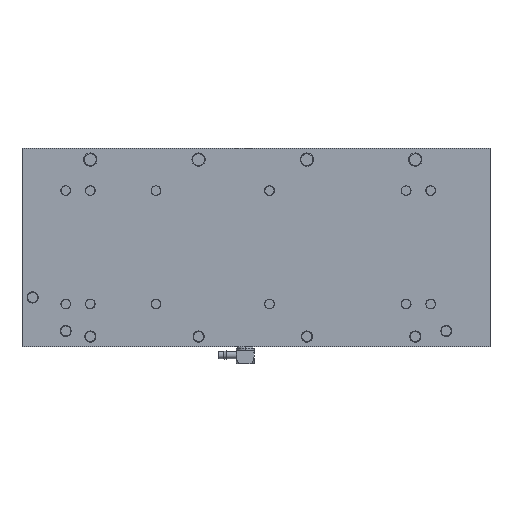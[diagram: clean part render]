
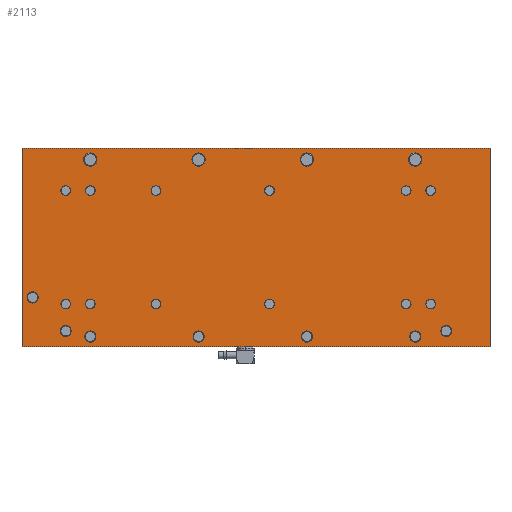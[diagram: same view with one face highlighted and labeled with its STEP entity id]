
A CAD part, front view. The second image highlights one B-rep face of the part: STEP entity #2113.
In plain terms, the highlighted face is planar.
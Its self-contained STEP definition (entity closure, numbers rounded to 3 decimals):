
#2113=ADVANCED_FACE('',(#3279,#3280,#3281,#3282,#3283,#3284,#3285,#3286,
#3287,#3288,#3289,#3290,#3291,#3292,#3293,#3294,#3295,#3296,#3297,#3298,
#3299,#3300,#3301,#3302),#2430,.F.);
#2430=PLANE('',#6923);
#2588=LINE('',#9167,#2930);
#2591=LINE('',#9173,#2933);
#2593=LINE('',#9177,#2935);
#2595=LINE('',#9183,#2937);
#2930=VECTOR('',#7573,1.);
#2933=VECTOR('',#7578,1.);
#2935=VECTOR('',#7582,1.);
#2937=VECTOR('',#7588,1.);
#3279=FACE_BOUND('',#3536,.T.);
#3280=FACE_BOUND('',#3537,.T.);
#3281=FACE_BOUND('',#3538,.T.);
#3282=FACE_BOUND('',#3539,.T.);
#3283=FACE_BOUND('',#3540,.T.);
#3284=FACE_BOUND('',#3541,.T.);
#3285=FACE_BOUND('',#3542,.T.);
#3286=FACE_BOUND('',#3543,.T.);
#3287=FACE_BOUND('',#3544,.T.);
#3288=FACE_BOUND('',#3545,.T.);
#3289=FACE_BOUND('',#3546,.T.);
#3290=FACE_BOUND('',#3547,.T.);
#3291=FACE_BOUND('',#3548,.T.);
#3292=FACE_BOUND('',#3549,.T.);
#3293=FACE_BOUND('',#3550,.T.);
#3294=FACE_BOUND('',#3551,.T.);
#3295=FACE_BOUND('',#3552,.T.);
#3296=FACE_BOUND('',#3553,.T.);
#3297=FACE_BOUND('',#3554,.T.);
#3298=FACE_BOUND('',#3555,.T.);
#3299=FACE_BOUND('',#3556,.T.);
#3300=FACE_BOUND('',#3557,.T.);
#3301=FACE_BOUND('',#3558,.T.);
#3302=FACE_BOUND('',#3559,.T.);
#3536=EDGE_LOOP('',(#4042));
#3537=EDGE_LOOP('',(#4043));
#3538=EDGE_LOOP('',(#4044));
#3539=EDGE_LOOP('',(#4045));
#3540=EDGE_LOOP('',(#4046));
#3541=EDGE_LOOP('',(#4047));
#3542=EDGE_LOOP('',(#4048));
#3543=EDGE_LOOP('',(#4049));
#3544=EDGE_LOOP('',(#4050));
#3545=EDGE_LOOP('',(#4051));
#3546=EDGE_LOOP('',(#4052));
#3547=EDGE_LOOP('',(#4053));
#3548=EDGE_LOOP('',(#4054));
#3549=EDGE_LOOP('',(#4055));
#3550=EDGE_LOOP('',(#4056));
#3551=EDGE_LOOP('',(#4057));
#3552=EDGE_LOOP('',(#4058));
#3553=EDGE_LOOP('',(#4059));
#3554=EDGE_LOOP('',(#4060));
#3555=EDGE_LOOP('',(#4061));
#3556=EDGE_LOOP('',(#4062));
#3557=EDGE_LOOP('',(#4063));
#3558=EDGE_LOOP('',(#4064));
#3559=EDGE_LOOP('',(#4065,#4066,#4067,#4068));
#4042=ORIENTED_EDGE('',*,*,#5937,.T.);
#4043=ORIENTED_EDGE('',*,*,#5938,.T.);
#4044=ORIENTED_EDGE('',*,*,#5939,.T.);
#4045=ORIENTED_EDGE('',*,*,#5940,.T.);
#4046=ORIENTED_EDGE('',*,*,#5941,.T.);
#4047=ORIENTED_EDGE('',*,*,#5942,.T.);
#4048=ORIENTED_EDGE('',*,*,#5943,.T.);
#4049=ORIENTED_EDGE('',*,*,#5944,.T.);
#4050=ORIENTED_EDGE('',*,*,#5945,.T.);
#4051=ORIENTED_EDGE('',*,*,#5946,.T.);
#4052=ORIENTED_EDGE('',*,*,#5947,.T.);
#4053=ORIENTED_EDGE('',*,*,#5948,.T.);
#4054=ORIENTED_EDGE('',*,*,#5949,.T.);
#4055=ORIENTED_EDGE('',*,*,#5950,.T.);
#4056=ORIENTED_EDGE('',*,*,#5951,.T.);
#4057=ORIENTED_EDGE('',*,*,#5952,.T.);
#4058=ORIENTED_EDGE('',*,*,#5953,.T.);
#4059=ORIENTED_EDGE('',*,*,#5954,.T.);
#4060=ORIENTED_EDGE('',*,*,#5955,.T.);
#4061=ORIENTED_EDGE('',*,*,#5956,.T.);
#4062=ORIENTED_EDGE('',*,*,#5957,.T.);
#4063=ORIENTED_EDGE('',*,*,#5958,.T.);
#4064=ORIENTED_EDGE('',*,*,#5959,.T.);
#4065=ORIENTED_EDGE('',*,*,#5928,.F.);
#4066=ORIENTED_EDGE('',*,*,#5936,.F.);
#4067=ORIENTED_EDGE('',*,*,#5933,.F.);
#4068=ORIENTED_EDGE('',*,*,#5931,.F.);
#5433=VERTEX_POINT('',#9168);
#5434=VERTEX_POINT('',#9169);
#5435=VERTEX_POINT('',#9174);
#5436=VERTEX_POINT('',#9178);
#5438=VERTEX_POINT('',#9186);
#5439=VERTEX_POINT('',#9188);
#5440=VERTEX_POINT('',#9190);
#5441=VERTEX_POINT('',#9192);
#5442=VERTEX_POINT('',#9194);
#5443=VERTEX_POINT('',#9196);
#5444=VERTEX_POINT('',#9198);
#5445=VERTEX_POINT('',#9200);
#5446=VERTEX_POINT('',#9202);
#5447=VERTEX_POINT('',#9204);
#5448=VERTEX_POINT('',#9206);
#5449=VERTEX_POINT('',#9208);
#5450=VERTEX_POINT('',#9210);
#5451=VERTEX_POINT('',#9212);
#5452=VERTEX_POINT('',#9214);
#5453=VERTEX_POINT('',#9216);
#5454=VERTEX_POINT('',#9218);
#5455=VERTEX_POINT('',#9220);
#5456=VERTEX_POINT('',#9222);
#5457=VERTEX_POINT('',#9224);
#5458=VERTEX_POINT('',#9226);
#5459=VERTEX_POINT('',#9228);
#5460=VERTEX_POINT('',#9230);
#5928=EDGE_CURVE('',#5433,#5434,#2588,.T.);
#5931=EDGE_CURVE('',#5434,#5435,#2591,.T.);
#5933=EDGE_CURVE('',#5435,#5436,#2593,.T.);
#5936=EDGE_CURVE('',#5436,#5433,#2595,.T.);
#5937=EDGE_CURVE('',#5438,#5438,#6613,.T.);
#5938=EDGE_CURVE('',#5439,#5439,#6614,.T.);
#5939=EDGE_CURVE('',#5440,#5440,#6615,.T.);
#5940=EDGE_CURVE('',#5441,#5441,#6616,.T.);
#5941=EDGE_CURVE('',#5442,#5442,#6617,.T.);
#5942=EDGE_CURVE('',#5443,#5443,#6618,.T.);
#5943=EDGE_CURVE('',#5444,#5444,#6619,.T.);
#5944=EDGE_CURVE('',#5445,#5445,#6620,.T.);
#5945=EDGE_CURVE('',#5446,#5446,#6621,.T.);
#5946=EDGE_CURVE('',#5447,#5447,#6622,.T.);
#5947=EDGE_CURVE('',#5448,#5448,#6623,.T.);
#5948=EDGE_CURVE('',#5449,#5449,#6624,.T.);
#5949=EDGE_CURVE('',#5450,#5450,#6625,.T.);
#5950=EDGE_CURVE('',#5451,#5451,#6626,.T.);
#5951=EDGE_CURVE('',#5452,#5452,#6627,.T.);
#5952=EDGE_CURVE('',#5453,#5453,#6628,.T.);
#5953=EDGE_CURVE('',#5454,#5454,#6629,.T.);
#5954=EDGE_CURVE('',#5455,#5455,#6630,.T.);
#5955=EDGE_CURVE('',#5456,#5456,#6631,.T.);
#5956=EDGE_CURVE('',#5457,#5457,#6632,.T.);
#5957=EDGE_CURVE('',#5458,#5458,#6633,.T.);
#5958=EDGE_CURVE('',#5459,#5459,#6634,.T.);
#5959=EDGE_CURVE('',#5460,#5460,#6635,.T.);
#6613=CIRCLE('',#6900,2.99);
#6614=CIRCLE('',#6901,2.99);
#6615=CIRCLE('',#6902,2.99);
#6616=CIRCLE('',#6903,2.99);
#6617=CIRCLE('',#6904,2.49);
#6618=CIRCLE('',#6905,2.49);
#6619=CIRCLE('',#6906,2.49);
#6620=CIRCLE('',#6907,2.49);
#6621=CIRCLE('',#6908,2.49);
#6622=CIRCLE('',#6909,2.49);
#6623=CIRCLE('',#6910,2.49);
#6624=CIRCLE('',#6911,2.183);
#6625=CIRCLE('',#6912,2.183);
#6626=CIRCLE('',#6913,2.183);
#6627=CIRCLE('',#6914,2.183);
#6628=CIRCLE('',#6915,2.183);
#6629=CIRCLE('',#6916,2.183);
#6630=CIRCLE('',#6917,2.183);
#6631=CIRCLE('',#6918,2.183);
#6632=CIRCLE('',#6919,2.183);
#6633=CIRCLE('',#6920,2.183);
#6634=CIRCLE('',#6921,2.183);
#6635=CIRCLE('',#6922,2.183);
#6900=AXIS2_PLACEMENT_3D('',#9185,#7591,#7592);
#6901=AXIS2_PLACEMENT_3D('',#9187,#7593,#7594);
#6902=AXIS2_PLACEMENT_3D('',#9189,#7595,#7596);
#6903=AXIS2_PLACEMENT_3D('',#9191,#7597,#7598);
#6904=AXIS2_PLACEMENT_3D('',#9193,#7599,#7600);
#6905=AXIS2_PLACEMENT_3D('',#9195,#7601,#7602);
#6906=AXIS2_PLACEMENT_3D('',#9197,#7603,#7604);
#6907=AXIS2_PLACEMENT_3D('',#9199,#7605,#7606);
#6908=AXIS2_PLACEMENT_3D('',#9201,#7607,#7608);
#6909=AXIS2_PLACEMENT_3D('',#9203,#7609,#7610);
#6910=AXIS2_PLACEMENT_3D('',#9205,#7611,#7612);
#6911=AXIS2_PLACEMENT_3D('',#9207,#7613,#7614);
#6912=AXIS2_PLACEMENT_3D('',#9209,#7615,#7616);
#6913=AXIS2_PLACEMENT_3D('',#9211,#7617,#7618);
#6914=AXIS2_PLACEMENT_3D('',#9213,#7619,#7620);
#6915=AXIS2_PLACEMENT_3D('',#9215,#7621,#7622);
#6916=AXIS2_PLACEMENT_3D('',#9217,#7623,#7624);
#6917=AXIS2_PLACEMENT_3D('',#9219,#7625,#7626);
#6918=AXIS2_PLACEMENT_3D('',#9221,#7627,#7628);
#6919=AXIS2_PLACEMENT_3D('',#9223,#7629,#7630);
#6920=AXIS2_PLACEMENT_3D('',#9225,#7631,#7632);
#6921=AXIS2_PLACEMENT_3D('',#9227,#7633,#7634);
#6922=AXIS2_PLACEMENT_3D('',#9229,#7635,#7636);
#6923=AXIS2_PLACEMENT_3D('',#9231,#7637,#7638);
#7573=DIRECTION('',(0.,-1.,0.));
#7578=DIRECTION('',(1.,0.,0.));
#7582=DIRECTION('',(0.,1.,0.));
#7588=DIRECTION('',(-1.,0.,0.));
#7591=DIRECTION('',(0.,0.,1.));
#7592=DIRECTION('',(1.,0.,0.));
#7593=DIRECTION('',(0.,0.,1.));
#7594=DIRECTION('',(1.,0.,0.));
#7595=DIRECTION('',(0.,0.,1.));
#7596=DIRECTION('',(1.,0.,0.));
#7597=DIRECTION('',(0.,0.,1.));
#7598=DIRECTION('',(1.,0.,0.));
#7599=DIRECTION('',(0.,0.,1.));
#7600=DIRECTION('',(1.,0.,0.));
#7601=DIRECTION('',(0.,0.,1.));
#7602=DIRECTION('',(1.,0.,0.));
#7603=DIRECTION('',(0.,0.,1.));
#7604=DIRECTION('',(1.,0.,0.));
#7605=DIRECTION('',(0.,0.,1.));
#7606=DIRECTION('',(1.,0.,0.));
#7607=DIRECTION('',(0.,0.,1.));
#7608=DIRECTION('',(1.,0.,0.));
#7609=DIRECTION('',(0.,0.,1.));
#7610=DIRECTION('',(1.,0.,0.));
#7611=DIRECTION('',(0.,0.,1.));
#7612=DIRECTION('',(1.,0.,0.));
#7613=DIRECTION('',(0.,0.,1.));
#7614=DIRECTION('',(1.,0.,0.));
#7615=DIRECTION('',(0.,0.,1.));
#7616=DIRECTION('',(1.,0.,0.));
#7617=DIRECTION('',(0.,0.,1.));
#7618=DIRECTION('',(1.,0.,0.));
#7619=DIRECTION('',(0.,0.,1.));
#7620=DIRECTION('',(1.,0.,0.));
#7621=DIRECTION('',(0.,0.,1.));
#7622=DIRECTION('',(1.,0.,0.));
#7623=DIRECTION('',(0.,0.,1.));
#7624=DIRECTION('',(1.,0.,0.));
#7625=DIRECTION('',(0.,0.,1.));
#7626=DIRECTION('',(1.,0.,0.));
#7627=DIRECTION('',(0.,0.,1.));
#7628=DIRECTION('',(1.,0.,0.));
#7629=DIRECTION('',(0.,0.,1.));
#7630=DIRECTION('',(1.,0.,0.));
#7631=DIRECTION('',(0.,0.,1.));
#7632=DIRECTION('',(1.,0.,0.));
#7633=DIRECTION('',(0.,0.,1.));
#7634=DIRECTION('',(1.,0.,0.));
#7635=DIRECTION('',(0.,0.,1.));
#7636=DIRECTION('',(1.,0.,0.));
#7637=DIRECTION('',(0.,0.,1.));
#7638=DIRECTION('',(1.,0.,0.));
#9167=CARTESIAN_POINT('',(0.,88.9,0.));
#9168=CARTESIAN_POINT('',(0.,88.9,0.));
#9169=CARTESIAN_POINT('',(0.,0.,0.));
#9173=CARTESIAN_POINT('',(0.,0.,0.));
#9174=CARTESIAN_POINT('',(209.55,0.,0.));
#9177=CARTESIAN_POINT('',(209.55,0.,0.));
#9178=CARTESIAN_POINT('',(209.55,88.9,0.));
#9183=CARTESIAN_POINT('',(209.55,88.9,0.));
#9185=CARTESIAN_POINT('',(176.07,5.2,0.));
#9186=CARTESIAN_POINT('',(179.06,5.2,0.));
#9187=CARTESIAN_POINT('',(127.57,5.2,0.));
#9188=CARTESIAN_POINT('',(130.56,5.2,0.));
#9189=CARTESIAN_POINT('',(79.07,5.2,0.));
#9190=CARTESIAN_POINT('',(82.06,5.2,0.));
#9191=CARTESIAN_POINT('',(30.57,5.2,0.));
#9192=CARTESIAN_POINT('',(33.56,5.2,0.));
#9193=CARTESIAN_POINT('',(176.07,84.4,0.));
#9194=CARTESIAN_POINT('',(178.56,84.4,0.));
#9195=CARTESIAN_POINT('',(127.57,84.4,0.));
#9196=CARTESIAN_POINT('',(130.06,84.4,0.));
#9197=CARTESIAN_POINT('',(79.07,84.4,0.));
#9198=CARTESIAN_POINT('',(81.56,84.4,0.));
#9199=CARTESIAN_POINT('',(30.57,84.4,0.));
#9200=CARTESIAN_POINT('',(33.06,84.4,0.));
#9201=CARTESIAN_POINT('',(189.95,81.9,0.));
#9202=CARTESIAN_POINT('',(192.44,81.9,0.));
#9203=CARTESIAN_POINT('',(19.6,81.9,0.));
#9204=CARTESIAN_POINT('',(22.09,81.9,0.));
#9205=CARTESIAN_POINT('',(4.77,66.9,0.));
#9206=CARTESIAN_POINT('',(7.26,66.9,0.));
#9207=CARTESIAN_POINT('',(110.8,19.05,0.));
#9208=CARTESIAN_POINT('',(112.983,19.05,0.));
#9209=CARTESIAN_POINT('',(60.,19.05,0.));
#9210=CARTESIAN_POINT('',(62.183,19.05,0.));
#9211=CARTESIAN_POINT('',(60.,69.85,0.));
#9212=CARTESIAN_POINT('',(62.183,69.85,0.));
#9213=CARTESIAN_POINT('',(110.8,69.85,0.));
#9214=CARTESIAN_POINT('',(112.983,69.85,0.));
#9215=CARTESIAN_POINT('',(182.97,69.85,0.));
#9216=CARTESIAN_POINT('',(185.153,69.85,0.));
#9217=CARTESIAN_POINT('',(182.97,19.05,0.));
#9218=CARTESIAN_POINT('',(185.153,19.05,0.));
#9219=CARTESIAN_POINT('',(30.57,19.05,0.));
#9220=CARTESIAN_POINT('',(32.753,19.05,0.));
#9221=CARTESIAN_POINT('',(30.57,69.85,0.));
#9222=CARTESIAN_POINT('',(32.753,69.85,0.));
#9223=CARTESIAN_POINT('',(172.,19.05,0.));
#9224=CARTESIAN_POINT('',(174.183,19.05,0.));
#9225=CARTESIAN_POINT('',(172.,69.85,0.));
#9226=CARTESIAN_POINT('',(174.183,69.85,0.));
#9227=CARTESIAN_POINT('',(19.6,19.05,0.));
#9228=CARTESIAN_POINT('',(21.783,19.05,0.));
#9229=CARTESIAN_POINT('',(19.6,69.85,0.));
#9230=CARTESIAN_POINT('',(21.783,69.85,0.));
#9231=CARTESIAN_POINT('',(0.,0.,0.));
